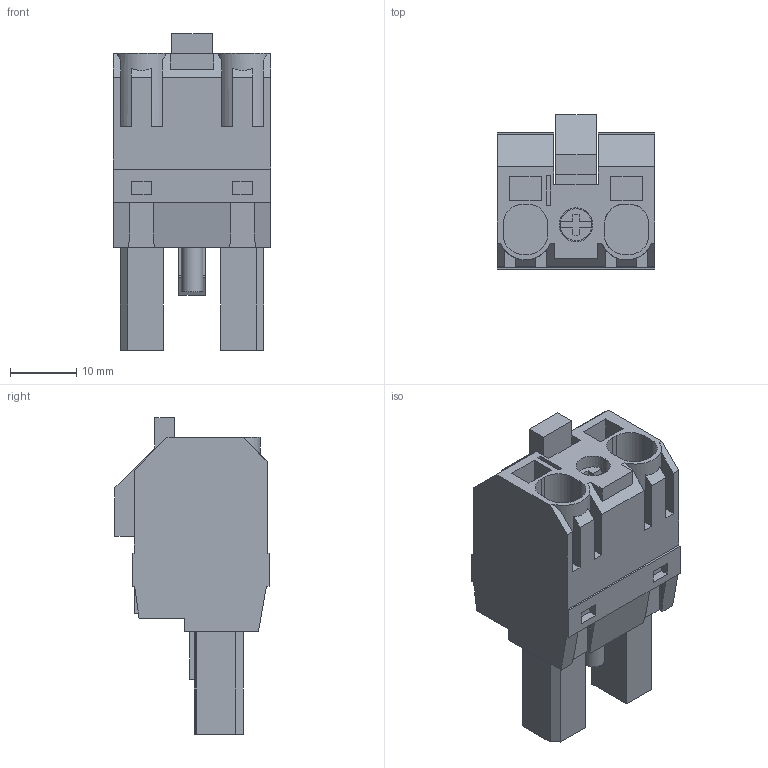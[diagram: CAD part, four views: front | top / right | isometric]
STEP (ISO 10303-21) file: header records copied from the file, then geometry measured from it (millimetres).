
FILE_DESCRIPTION(('CATIA V5 STEP Exchange','CAx-IF Rec.Pracs.--- Model Styling and Organization---1.4--- 2014-01-23'),'2;1');
FILE_NAME ('D1447946_1_1060630000_1060630000.stp','2023-09-07T12:49:07+00:00',('none'),('Weidmueller'),'CATIA Version 5-6 Release 2016 SP3 HF44','CATIA V5 STEP AP214','none');
FILE_SCHEMA(('AUTOMOTIVE_DESIGN { 1 0 10303 214 1 1 1 1 }'));
Length unit declared in the file: millimetre
Products named in the file (1): 1060630000
Bounding box: 23.76 x 23.2 x 47.7 mm (x, y, z)
Volume: 12926.9 mm3; surface area: 7557.8 mm2
Topology: 3 solids, 3 shells, 254 faces, 700 edges, 467 vertices
Faces by surface type: plane 234, cylinder 20
Entity records: 7762 total; most frequent: CARTESIAN_POINT 1460, ORIENTED_EDGE 1400, DIRECTION 1092, EDGE_CURVE 700, VECTOR 648, LINE 648, VERTEX_POINT 467, EDGE_LOOP 271
